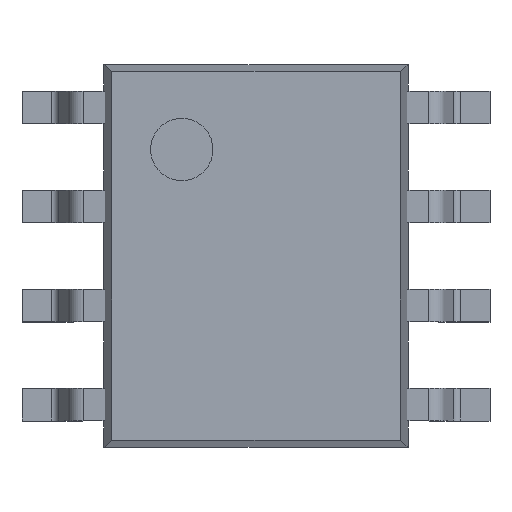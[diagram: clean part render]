
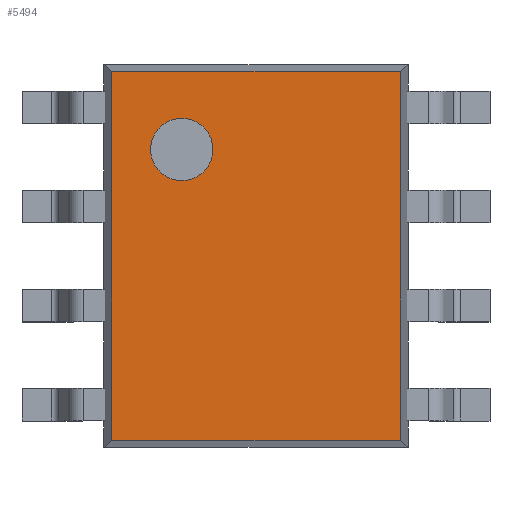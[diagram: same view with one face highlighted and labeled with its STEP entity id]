
A CAD part, top view. The second image highlights one B-rep face of the part: STEP entity #5494.
In plain terms, the highlighted planar face has unit normal (0, 0, 1).
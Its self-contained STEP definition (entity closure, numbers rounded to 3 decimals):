
#100 = PLANE('',#101);
#101 = AXIS2_PLACEMENT_3D('',#102,#103,#104);
#102 = CARTESIAN_POINT('',(-1.901,-2.45,1.05));
#103 = DIRECTION('',(0.99,0.,-0.139));
#104 = DIRECTION('',(0.,1.,0.));
#128 = PLANE('',#129);
#129 = AXIS2_PLACEMENT_3D('',#130,#131,#132);
#130 = CARTESIAN_POINT('',(-1.852,2.407,1.051));
#131 = DIRECTION('',(0.,-0.993,-0.122));
#132 = DIRECTION('',(1.,0.,0.));
#894 = PLANE('',#895);
#895 = AXIS2_PLACEMENT_3D('',#896,#897,#898);
#896 = CARTESIAN_POINT('',(1.901,2.45,1.051));
#897 = DIRECTION('',(-0.99,0.,-0.139));
#898 = DIRECTION('',(0.,-1.,0.));
#934 = VERTEX_POINT('',#935);
#935 = CARTESIAN_POINT('',(-1.852,2.364,1.4));
#956 = EDGE_CURVE('',#957,#934,#959,.T.);
#957 = VERTEX_POINT('',#958);
#958 = CARTESIAN_POINT('',(-1.852,-2.364,1.4));
#959 = SURFACE_CURVE('',#960,(#964,#971),.PCURVE_S1.);
#960 = LINE('',#961,#962);
#961 = CARTESIAN_POINT('',(-1.852,-2.45,1.4));
#962 = VECTOR('',#963,1.);
#963 = DIRECTION('',(0.,1.,0.));
#964 = PCURVE('',#100,#965);
#965 = DEFINITIONAL_REPRESENTATION('',(#966),#970);
#966 = LINE('',#967,#968);
#967 = CARTESIAN_POINT('',(0.,0.353));
#968 = VECTOR('',#969,1.);
#969 = DIRECTION('',(1.,0.));
#970 = ( GEOMETRIC_REPRESENTATION_CONTEXT(2) 
PARAMETRIC_REPRESENTATION_CONTEXT() REPRESENTATION_CONTEXT('2D SPACE',''
  ) );
#971 = PCURVE('',#972,#977);
#972 = PLANE('',#973);
#973 = AXIS2_PLACEMENT_3D('',#974,#975,#976);
#974 = CARTESIAN_POINT('',(0.,0.,1.4));
#975 = DIRECTION('',(-0.,-0.,-1.));
#976 = DIRECTION('',(-1.,0.,0.));
#977 = DEFINITIONAL_REPRESENTATION('',(#978),#982);
#978 = LINE('',#979,#980);
#979 = CARTESIAN_POINT('',(1.852,-2.45));
#980 = VECTOR('',#981,1.);
#981 = DIRECTION('',(0.,1.));
#982 = ( GEOMETRIC_REPRESENTATION_CONTEXT(2) 
PARAMETRIC_REPRESENTATION_CONTEXT() REPRESENTATION_CONTEXT('2D SPACE',''
  ) );
#1000 = PLANE('',#1001);
#1001 = AXIS2_PLACEMENT_3D('',#1002,#1003,#1004);
#1002 = CARTESIAN_POINT('',(1.852,-2.407,1.051));
#1003 = DIRECTION('',(0.,0.993,-0.122));
#1004 = DIRECTION('',(-1.,0.,0.));
#1405 = VERTEX_POINT('',#1406);
#1406 = CARTESIAN_POINT('',(1.852,2.364,1.4));
#1427 = EDGE_CURVE('',#934,#1405,#1428,.T.);
#1428 = SURFACE_CURVE('',#1429,(#1433,#1440),.PCURVE_S1.);
#1429 = LINE('',#1430,#1431);
#1430 = CARTESIAN_POINT('',(-1.852,2.364,1.4));
#1431 = VECTOR('',#1432,1.);
#1432 = DIRECTION('',(1.,0.,0.));
#1433 = PCURVE('',#128,#1434);
#1434 = DEFINITIONAL_REPRESENTATION('',(#1435),#1439);
#1435 = LINE('',#1436,#1437);
#1436 = CARTESIAN_POINT('',(0.,0.352));
#1437 = VECTOR('',#1438,1.);
#1438 = DIRECTION('',(1.,0.));
#1439 = ( GEOMETRIC_REPRESENTATION_CONTEXT(2) 
PARAMETRIC_REPRESENTATION_CONTEXT() REPRESENTATION_CONTEXT('2D SPACE',''
  ) );
#1440 = PCURVE('',#972,#1441);
#1441 = DEFINITIONAL_REPRESENTATION('',(#1442),#1446);
#1442 = LINE('',#1443,#1444);
#1443 = CARTESIAN_POINT('',(1.852,2.364));
#1444 = VECTOR('',#1445,1.);
#1445 = DIRECTION('',(-1.,0.));
#1446 = ( GEOMETRIC_REPRESENTATION_CONTEXT(2) 
PARAMETRIC_REPRESENTATION_CONTEXT() REPRESENTATION_CONTEXT('2D SPACE',''
  ) );
#4977 = EDGE_CURVE('',#1405,#4978,#4980,.T.);
#4978 = VERTEX_POINT('',#4979);
#4979 = CARTESIAN_POINT('',(1.852,-2.364,1.4));
#4980 = SURFACE_CURVE('',#4981,(#4985,#4992),.PCURVE_S1.);
#4981 = LINE('',#4982,#4983);
#4982 = CARTESIAN_POINT('',(1.852,2.45,1.4));
#4983 = VECTOR('',#4984,1.);
#4984 = DIRECTION('',(0.,-1.,0.));
#4985 = PCURVE('',#894,#4986);
#4986 = DEFINITIONAL_REPRESENTATION('',(#4987),#4991);
#4987 = LINE('',#4988,#4989);
#4988 = CARTESIAN_POINT('',(0.,0.353));
#4989 = VECTOR('',#4990,1.);
#4990 = DIRECTION('',(1.,0.));
#4991 = ( GEOMETRIC_REPRESENTATION_CONTEXT(2) 
PARAMETRIC_REPRESENTATION_CONTEXT() REPRESENTATION_CONTEXT('2D SPACE',''
  ) );
#4992 = PCURVE('',#972,#4993);
#4993 = DEFINITIONAL_REPRESENTATION('',(#4994),#4998);
#4994 = LINE('',#4995,#4996);
#4995 = CARTESIAN_POINT('',(-1.852,2.45));
#4996 = VECTOR('',#4997,1.);
#4997 = DIRECTION('',(0.,-1.));
#4998 = ( GEOMETRIC_REPRESENTATION_CONTEXT(2) 
PARAMETRIC_REPRESENTATION_CONTEXT() REPRESENTATION_CONTEXT('2D SPACE',''
  ) );
#5474 = EDGE_CURVE('',#4978,#957,#5475,.T.);
#5475 = SURFACE_CURVE('',#5476,(#5480,#5487),.PCURVE_S1.);
#5476 = LINE('',#5477,#5478);
#5477 = CARTESIAN_POINT('',(1.852,-2.364,1.4));
#5478 = VECTOR('',#5479,1.);
#5479 = DIRECTION('',(-1.,0.,0.));
#5480 = PCURVE('',#1000,#5481);
#5481 = DEFINITIONAL_REPRESENTATION('',(#5482),#5486);
#5482 = LINE('',#5483,#5484);
#5483 = CARTESIAN_POINT('',(0.,0.352));
#5484 = VECTOR('',#5485,1.);
#5485 = DIRECTION('',(1.,0.));
#5486 = ( GEOMETRIC_REPRESENTATION_CONTEXT(2) 
PARAMETRIC_REPRESENTATION_CONTEXT() REPRESENTATION_CONTEXT('2D SPACE',''
  ) );
#5487 = PCURVE('',#972,#5488);
#5488 = DEFINITIONAL_REPRESENTATION('',(#5489),#5493);
#5489 = LINE('',#5490,#5491);
#5490 = CARTESIAN_POINT('',(-1.852,-2.364));
#5491 = VECTOR('',#5492,1.);
#5492 = DIRECTION('',(1.,0.));
#5493 = ( GEOMETRIC_REPRESENTATION_CONTEXT(2) 
PARAMETRIC_REPRESENTATION_CONTEXT() REPRESENTATION_CONTEXT('2D SPACE',''
  ) );
#5494 = ADVANCED_FACE('',(#5495,#5501),#972,.F.);
#5495 = FACE_BOUND('',#5496,.F.);
#5496 = EDGE_LOOP('',(#5497,#5498,#5499,#5500));
#5497 = ORIENTED_EDGE('',*,*,#4977,.T.);
#5498 = ORIENTED_EDGE('',*,*,#5474,.T.);
#5499 = ORIENTED_EDGE('',*,*,#956,.T.);
#5500 = ORIENTED_EDGE('',*,*,#1427,.T.);
#5501 = FACE_BOUND('',#5502,.F.);
#5502 = EDGE_LOOP('',(#5503));
#5503 = ORIENTED_EDGE('',*,*,#5504,.T.);
#5504 = EDGE_CURVE('',#5505,#5505,#5507,.T.);
#5505 = VERTEX_POINT('',#5506);
#5506 = CARTESIAN_POINT('',(-0.552,1.364,1.4));
#5507 = SURFACE_CURVE('',#5508,(#5513,#5524),.PCURVE_S1.);
#5508 = CIRCLE('',#5509,0.4);
#5509 = AXIS2_PLACEMENT_3D('',#5510,#5511,#5512);
#5510 = CARTESIAN_POINT('',(-0.952,1.364,1.4));
#5511 = DIRECTION('',(0.,0.,1.));
#5512 = DIRECTION('',(1.,0.,0.));
#5513 = PCURVE('',#972,#5514);
#5514 = DEFINITIONAL_REPRESENTATION('',(#5515),#5523);
#5515 = ( BOUNDED_CURVE() B_SPLINE_CURVE(2,(#5516,#5517,#5518,#5519,
#5520,#5521,#5522),.UNSPECIFIED.,.T.,.F.) B_SPLINE_CURVE_WITH_KNOTS((1,2
    ,2,2,2,1),(-2.094,0.,2.094,4.189,
6.283,8.378),.UNSPECIFIED.) CURVE() 
GEOMETRIC_REPRESENTATION_ITEM() RATIONAL_B_SPLINE_CURVE((1.,0.5,1.,0.5,
1.,0.5,1.)) REPRESENTATION_ITEM('') );
#5516 = CARTESIAN_POINT('',(0.552,1.364));
#5517 = CARTESIAN_POINT('',(0.552,2.057));
#5518 = CARTESIAN_POINT('',(1.152,1.711));
#5519 = CARTESIAN_POINT('',(1.752,1.364));
#5520 = CARTESIAN_POINT('',(1.152,1.018));
#5521 = CARTESIAN_POINT('',(0.552,0.671));
#5522 = CARTESIAN_POINT('',(0.552,1.364));
#5523 = ( GEOMETRIC_REPRESENTATION_CONTEXT(2) 
PARAMETRIC_REPRESENTATION_CONTEXT() REPRESENTATION_CONTEXT('2D SPACE',''
  ) );
#5524 = PCURVE('',#5525,#5530);
#5525 = CYLINDRICAL_SURFACE('',#5526,0.4);
#5526 = AXIS2_PLACEMENT_3D('',#5527,#5528,#5529);
#5527 = CARTESIAN_POINT('',(-0.952,1.364,1.4));
#5528 = DIRECTION('',(0.,0.,1.));
#5529 = DIRECTION('',(1.,0.,0.));
#5530 = DEFINITIONAL_REPRESENTATION('',(#5531),#5535);
#5531 = LINE('',#5532,#5533);
#5532 = CARTESIAN_POINT('',(0.,0.));
#5533 = VECTOR('',#5534,1.);
#5534 = DIRECTION('',(1.,0.));
#5535 = ( GEOMETRIC_REPRESENTATION_CONTEXT(2) 
PARAMETRIC_REPRESENTATION_CONTEXT() REPRESENTATION_CONTEXT('2D SPACE',''
  ) );
